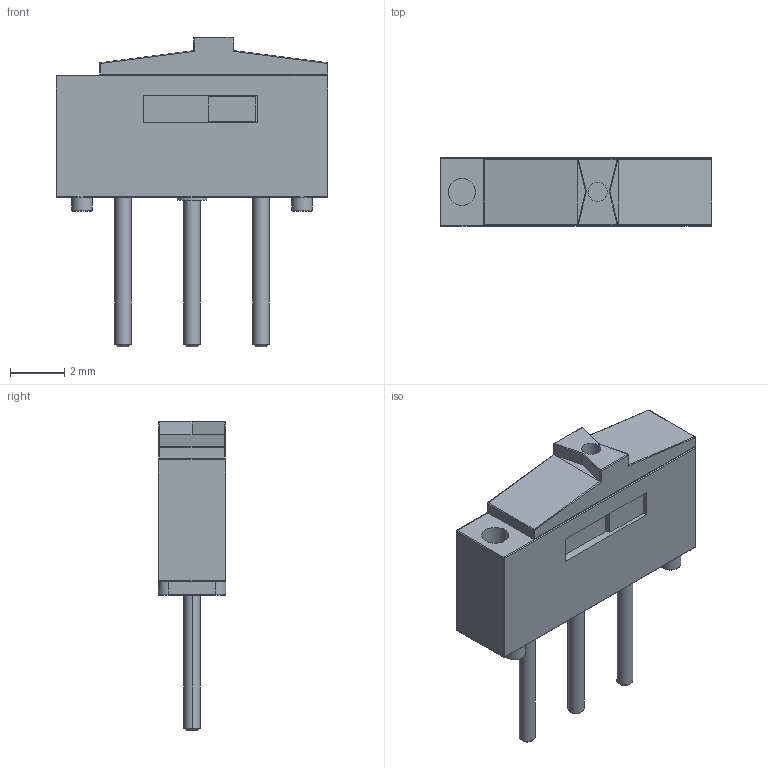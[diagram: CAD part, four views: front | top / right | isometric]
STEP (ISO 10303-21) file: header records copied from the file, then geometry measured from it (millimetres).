
FILE_DESCRIPTION (( 'STEP AP214' ), '1' );
FILE_NAME ('09.03201.02.STEP', '2024-06-26T10:05:35', ( '' ), ( '' ), 'SwSTEP 2.0', 'SolidWorks 2016', '' );
FILE_SCHEMA (( 'AUTOMOTIVE_DESIGN' ));
Length unit declared in the file: millimetre
Products named in the file (1): 09.03201.02
Bounding box: 10 x 2.5 x 11.4 mm (x, y, z)
Volume: 121.1 mm3; surface area: 345 mm2
Topology: 2 solids, 2 shells, 165 faces, 390 edges, 212 vertices
Faces by surface type: cylinder 64, plane 63, sphere 20, bspline 8, cone 6, torus 4
Entity records: 5552 total; most frequent: CARTESIAN_POINT 930, DIRECTION 802, ORIENTED_EDGE 724, EDGE_CURVE 362, AXIS2_PLACEMENT_3D 300, VERTEX_POINT 212, LINE 202, VECTOR 202
